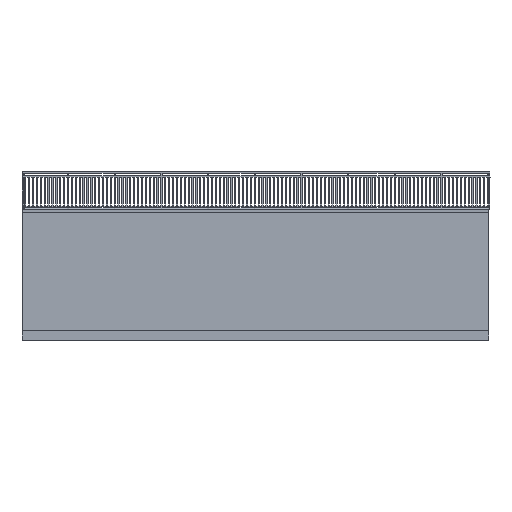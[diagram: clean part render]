
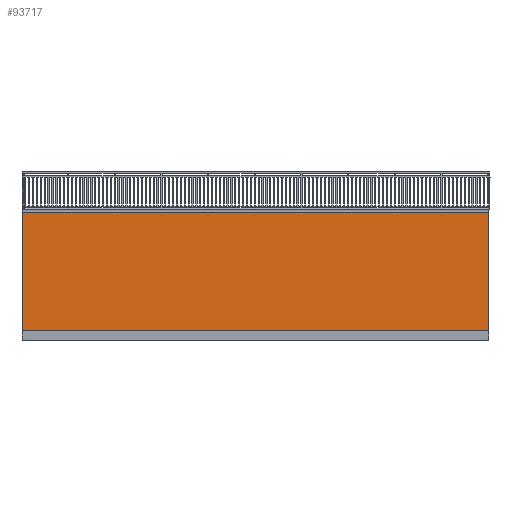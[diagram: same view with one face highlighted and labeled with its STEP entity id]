
A CAD part, left-side view. The second image highlights one B-rep face of the part: STEP entity #93717.
In plain terms, the highlighted planar face has unit normal (-1, 0, 0).
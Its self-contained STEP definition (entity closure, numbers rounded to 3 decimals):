
#5789=PLANE('',#99000);
#10559=FACE_OUTER_BOUND('',#15495,.T.);
#15495=EDGE_LOOP('',(#64691,#64692,#64693,#64694));
#21170=LINE('',#132375,#30830);
#21172=LINE('',#132381,#30832);
#21175=LINE('',#132387,#30835);
#21176=LINE('',#132388,#30836);
#30830=VECTOR('',#106921,0.039);
#30832=VECTOR('',#106927,0.039);
#30835=VECTOR('',#106932,0.039);
#30836=VECTOR('',#106933,0.039);
#40549=VERTEX_POINT('',#132371);
#40551=VERTEX_POINT('',#132374);
#40553=VERTEX_POINT('',#132380);
#40555=VERTEX_POINT('',#132386);
#50198=EDGE_CURVE('',#40551,#40549,#21170,.T.);
#50201=EDGE_CURVE('',#40553,#40551,#21172,.T.);
#50204=EDGE_CURVE('',#40549,#40555,#21175,.T.);
#50205=EDGE_CURVE('',#40553,#40555,#21176,.T.);
#64691=ORIENTED_EDGE('',*,*,#50204,.T.);
#64692=ORIENTED_EDGE('',*,*,#50205,.F.);
#64693=ORIENTED_EDGE('',*,*,#50201,.T.);
#64694=ORIENTED_EDGE('',*,*,#50198,.T.);
#93717=ADVANCED_FACE('',(#10559),#5789,.F.);
#99000=AXIS2_PLACEMENT_3D('',#132385,#106930,#106931);
#106921=DIRECTION('',(0.,0.,-1.));
#106927=DIRECTION('',(0.,1.,0.));
#106930=DIRECTION('center_axis',(1.,0.,0.));
#106931=DIRECTION('ref_axis',(0.,1.,0.));
#106932=DIRECTION('',(0.,-1.,0.));
#106933=DIRECTION('',(0.,0.,-1.));
#132371=CARTESIAN_POINT('',(0.,590.551,11.811));
#132374=CARTESIAN_POINT('',(0.,590.551,161.811));
#132375=CARTESIAN_POINT('',(0.,590.551,84.843));
#132380=CARTESIAN_POINT('',(0.,0.,161.811));
#132381=CARTESIAN_POINT('',(0.,177.165,161.811));
#132385=CARTESIAN_POINT('Origin',(0.,236.22,
82.874));
#132386=CARTESIAN_POINT('',(0.,0.,11.811));
#132387=CARTESIAN_POINT('',(0.,767.717,11.811));
#132388=CARTESIAN_POINT('',(0.,0.,82.874));
